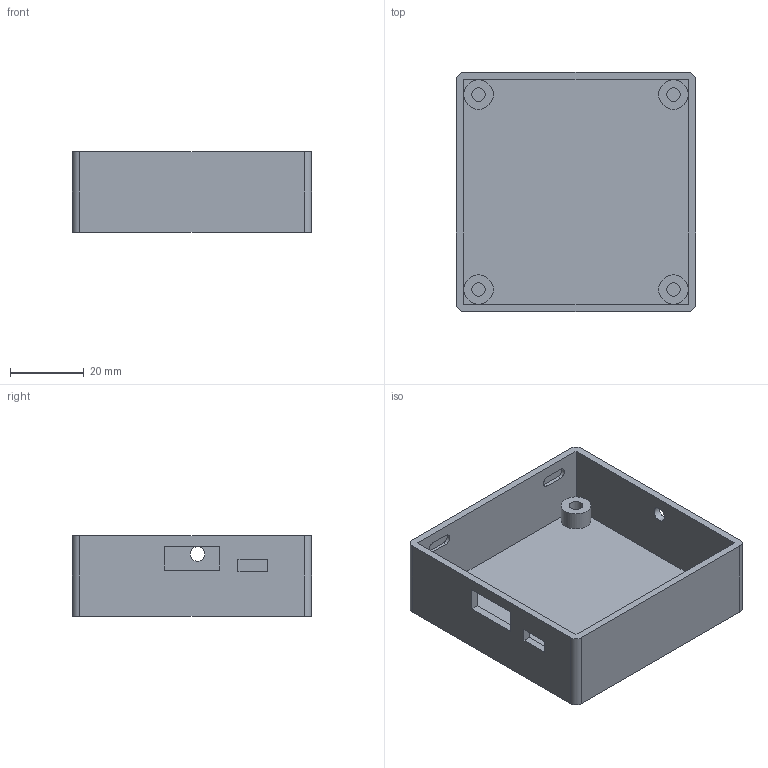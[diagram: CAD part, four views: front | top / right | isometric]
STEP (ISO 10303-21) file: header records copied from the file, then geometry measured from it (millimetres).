
FILE_DESCRIPTION(('FreeCAD Model'),'2;1');
FILE_NAME('Open CASCADE Shape Model','2023-05-09T10:21:56',(''),(''), 'Open CASCADE STEP processor 7.6','FreeCAD','Unknown');
FILE_SCHEMA(('AUTOMOTIVE_DESIGN { 1 0 10303 214 1 1 1 1 }'));
Length unit declared in the file: millimetre
Products named in the file (1): Bottom
Bounding box: 65 x 65 x 22 mm (x, y, z)
Volume: 22599 mm3; surface area: 19423.4 mm2
Topology: 1 solids, 1 shells, 70 faces, 161 edges, 102 vertices
Faces by surface type: plane 43, cylinder 27
Full cylindrical faces by diameter (mm): 3.75 x4, 3.96 x1
Entity records: 2005 total; most frequent: DIRECTION 357, CARTESIAN_POINT 334, ORIENTED_EDGE 322, EDGE_CURVE 161, AXIS2_PLACEMENT_3D 125, LINE 107, VECTOR 107, VERTEX_POINT 102
